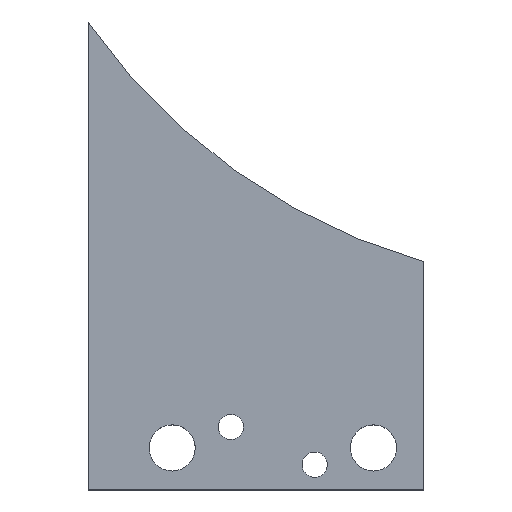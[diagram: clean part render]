
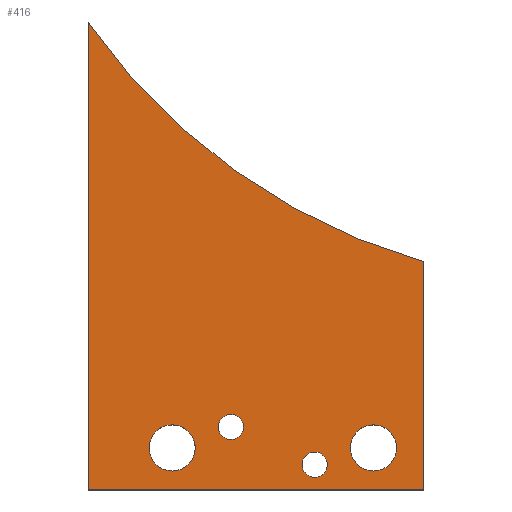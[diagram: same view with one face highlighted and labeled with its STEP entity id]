
A CAD part, top view. The second image highlights one B-rep face of the part: STEP entity #416.
In plain terms, the highlighted planar face has unit normal (0, 0, 1).
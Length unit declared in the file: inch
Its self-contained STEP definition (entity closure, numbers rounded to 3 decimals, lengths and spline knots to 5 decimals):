
#1 = CIRCLE ( 'NONE', #523, 0.09412 ) ;
#2 = DIRECTION ( 'NONE',  ( 1., 0., 0. ) ) ;
#4 = DIRECTION ( 'NONE',  ( 0., 0., 1. ) ) ;
#9 = CARTESIAN_POINT ( 'NONE',  ( 0., 0., 0.36 ) ) ;
#23 = CIRCLE ( 'NONE', #202, 0.17187 ) ;
#41 = CARTESIAN_POINT ( 'NONE',  ( -2.95312, -5.781, 0.36 ) ) ;
#43 = DIRECTION ( 'NONE',  ( 1., 0., 0. ) ) ;
#45 = DIRECTION ( 'NONE',  ( 0., 0., -1. ) ) ;
#46 = AXIS2_PLACEMENT_3D ( 'NONE', #502, #488, #2 ) ;
#47 = VECTOR ( 'NONE', #127, 39.37008 ) ;
#48 = CARTESIAN_POINT ( 'NONE',  ( -3.75, -6.09375, 0.36 ) ) ;
#53 = DIRECTION ( 'NONE',  ( 1., 0., 0. ) ) ;
#56 = EDGE_CURVE ( 'NONE', #169, #385, #23, .T. ) ;
#60 = EDGE_CURVE ( 'NONE', #68, #65, #513, .T. ) ;
#61 = VERTEX_POINT ( 'NONE', #313 ) ;
#65 = VERTEX_POINT ( 'NONE', #96 ) ;
#66 = VECTOR ( 'NONE', #125, 39.37008 ) ;
#68 = VERTEX_POINT ( 'NONE', #396 ) ;
#75 = EDGE_CURVE ( 'NONE', #433, #61, #318, .T. ) ;
#85 = PLANE ( 'NONE',  #339 ) ;
#87 = CARTESIAN_POINT ( 'NONE',  ( -2.59287, -5.625, 0.36 ) ) ;
#88 = DIRECTION ( 'NONE',  ( 1., 0., 0. ) ) ;
#93 = DIRECTION ( 'NONE',  ( 0., 0., 1. ) ) ;
#96 = CARTESIAN_POINT ( 'NONE',  ( -1.96787, -5.906, 0.36 ) ) ;
#97 = CIRCLE ( 'NONE', #453, 0.17187 ) ;
#102 = DIRECTION ( 'NONE',  ( 0., 0., 1. ) ) ;
#117 = VERTEX_POINT ( 'NONE', #395 ) ;
#125 = DIRECTION ( 'NONE',  ( 1., 0., 0. ) ) ;
#127 = DIRECTION ( 'NONE',  ( 0., -1., 0. ) ) ;
#134 = CARTESIAN_POINT ( 'NONE',  ( -2.687, -5.625, 0.36 ) ) ;
#135 = EDGE_LOOP ( 'NONE', ( #531, #410 ) ) ;
#136 = CARTESIAN_POINT ( 'NONE',  ( -3.125, -5.781, 0.36 ) ) ;
#142 = DIRECTION ( 'NONE',  ( 0., 0., 1. ) ) ;
#144 = DIRECTION ( 'NONE',  ( 1., 0., 0. ) ) ;
#154 = EDGE_CURVE ( 'NONE', #329, #243, #224, .T. ) ;
#165 = FACE_BOUND ( 'NONE', #341, .T. ) ;
#166 = AXIS2_PLACEMENT_3D ( 'NONE', #134, #93, #53 ) ;
#168 = LINE ( 'NONE', #386, #47 ) ;
#169 = VERTEX_POINT ( 'NONE', #189 ) ;
#170 = DIRECTION ( 'NONE',  ( 0., 0., 1. ) ) ;
#177 = DIRECTION ( 'NONE',  ( 1., 0., 0. ) ) ;
#178 = CARTESIAN_POINT ( 'NONE',  ( -2.78112, -5.625, 0.36 ) ) ;
#179 = EDGE_CURVE ( 'NONE', #197, #406, #299, .T. ) ;
#189 = CARTESIAN_POINT ( 'NONE',  ( -3.29687, -5.781, 0.36 ) ) ;
#194 = CARTESIAN_POINT ( 'NONE',  ( -3.125, -5.781, 0.36 ) ) ;
#197 = VERTEX_POINT ( 'NONE', #178 ) ;
#202 = AXIS2_PLACEMENT_3D ( 'NONE', #136, #142, #520 ) ;
#205 = DIRECTION ( 'NONE',  ( 1., 0., 0. ) ) ;
#207 = CARTESIAN_POINT ( 'NONE',  ( 0., 0., 0.36 ) ) ;
#211 = FACE_OUTER_BOUND ( 'NONE', #304, .T. ) ;
#212 = FACE_BOUND ( 'NONE', #135, .T. ) ;
#215 = DIRECTION ( 'NONE',  ( 1., 0., 0. ) ) ;
#222 = CARTESIAN_POINT ( 'NONE',  ( -1.25, -6.09375, 0.36 ) ) ;
#224 = CIRCLE ( 'NONE', #235, 0.17188 ) ;
#230 = ORIENTED_EDGE ( 'NONE', *, *, #56, .F. ) ;
#235 = AXIS2_PLACEMENT_3D ( 'NONE', #486, #102, #215 ) ;
#243 = VERTEX_POINT ( 'NONE', #534 ) ;
#244 = VECTOR ( 'NONE', #478, 39.37008 ) ;
#247 = ORIENTED_EDGE ( 'NONE', *, *, #357, .F. ) ;
#249 = CARTESIAN_POINT ( 'NONE',  ( -2.062, -5.906, 0.36 ) ) ;
#250 = ORIENTED_EDGE ( 'NONE', *, *, #154, .F. ) ;
#260 = EDGE_CURVE ( 'NONE', #243, #329, #364, .T. ) ;
#275 = AXIS2_PLACEMENT_3D ( 'NONE', #437, #389, #144 ) ;
#281 = ORIENTED_EDGE ( 'NONE', *, *, #75, .T. ) ;
#299 = CIRCLE ( 'NONE', #166, 0.09412 ) ;
#304 = EDGE_LOOP ( 'NONE', ( #528, #419, #314, #281 ) ) ;
#313 = CARTESIAN_POINT ( 'NONE',  ( -1.25, -4.39313, 0.36 ) ) ;
#314 = ORIENTED_EDGE ( 'NONE', *, *, #413, .T. ) ;
#318 = LINE ( 'NONE', #222, #244 ) ;
#322 = ORIENTED_EDGE ( 'NONE', *, *, #60, .F. ) ;
#329 = VERTEX_POINT ( 'NONE', #446 ) ;
#335 = EDGE_LOOP ( 'NONE', ( #250, #387 ) ) ;
#338 = CARTESIAN_POINT ( 'NONE',  ( -3.75, -6.09375, 0.36 ) ) ;
#339 = AXIS2_PLACEMENT_3D ( 'NONE', #9, #4, #422 ) ;
#341 = EDGE_LOOP ( 'NONE', ( #230, #247 ) ) ;
#347 = AXIS2_PLACEMENT_3D ( 'NONE', #207, #45, #88 ) ;
#357 = EDGE_CURVE ( 'NONE', #385, #169, #97, .T. ) ;
#364 = CIRCLE ( 'NONE', #46, 0.17188 ) ;
#366 = VERTEX_POINT ( 'NONE', #338 ) ;
#378 = EDGE_CURVE ( 'NONE', #61, #117, #392, .T. ) ;
#384 = CARTESIAN_POINT ( 'NONE',  ( -1.25, -6.09375, 0.36 ) ) ;
#385 = VERTEX_POINT ( 'NONE', #41 ) ;
#386 = CARTESIAN_POINT ( 'NONE',  ( -3.75, -2.6076, 0.36 ) ) ;
#387 = ORIENTED_EDGE ( 'NONE', *, *, #260, .F. ) ;
#389 = DIRECTION ( 'NONE',  ( 0., 0., 1. ) ) ;
#392 = CIRCLE ( 'NONE', #347, 4.5675 ) ;
#394 = CARTESIAN_POINT ( 'NONE',  ( -2.687, -5.625, 0.36 ) ) ;
#395 = CARTESIAN_POINT ( 'NONE',  ( -3.75, -2.6076, 0.36 ) ) ;
#396 = CARTESIAN_POINT ( 'NONE',  ( -2.15612, -5.906, 0.36 ) ) ;
#406 = VERTEX_POINT ( 'NONE', #87 ) ;
#410 = ORIENTED_EDGE ( 'NONE', *, *, #535, .F. ) ;
#413 = EDGE_CURVE ( 'NONE', #366, #433, #508, .T. ) ;
#416 = ADVANCED_FACE ( 'NONE', ( #506, #165, #211, #212, #511 ), #85, .T. ) ;
#419 = ORIENTED_EDGE ( 'NONE', *, *, #421, .T. ) ;
#421 = EDGE_CURVE ( 'NONE', #117, #366, #168, .T. ) ;
#422 = DIRECTION ( 'NONE',  ( 1., 0., 0. ) ) ;
#433 = VERTEX_POINT ( 'NONE', #384 ) ;
#437 = CARTESIAN_POINT ( 'NONE',  ( -2.062, -5.906, 0.36 ) ) ;
#446 = CARTESIAN_POINT ( 'NONE',  ( -1.79688, -5.781, 0.36 ) ) ;
#449 = DIRECTION ( 'NONE',  ( 0., 0., 1. ) ) ;
#453 = AXIS2_PLACEMENT_3D ( 'NONE', #194, #449, #205 ) ;
#454 = EDGE_LOOP ( 'NONE', ( #322, #485 ) ) ;
#455 = EDGE_CURVE ( 'NONE', #65, #68, #1, .T. ) ;
#462 = AXIS2_PLACEMENT_3D ( 'NONE', #394, #519, #177 ) ;
#478 = DIRECTION ( 'NONE',  ( 0., 1., 0. ) ) ;
#479 = CIRCLE ( 'NONE', #462, 0.09412 ) ;
#485 = ORIENTED_EDGE ( 'NONE', *, *, #455, .F. ) ;
#486 = CARTESIAN_POINT ( 'NONE',  ( -1.625, -5.781, 0.36 ) ) ;
#488 = DIRECTION ( 'NONE',  ( 0., 0., 1. ) ) ;
#502 = CARTESIAN_POINT ( 'NONE',  ( -1.625, -5.781, 0.36 ) ) ;
#506 = FACE_BOUND ( 'NONE', #335, .T. ) ;
#508 = LINE ( 'NONE', #48, #66 ) ;
#511 = FACE_BOUND ( 'NONE', #454, .T. ) ;
#513 = CIRCLE ( 'NONE', #275, 0.09412 ) ;
#519 = DIRECTION ( 'NONE',  ( 0., 0., 1. ) ) ;
#520 = DIRECTION ( 'NONE',  ( 1., 0., 0. ) ) ;
#523 = AXIS2_PLACEMENT_3D ( 'NONE', #249, #170, #43 ) ;
#528 = ORIENTED_EDGE ( 'NONE', *, *, #378, .T. ) ;
#531 = ORIENTED_EDGE ( 'NONE', *, *, #179, .F. ) ;
#534 = CARTESIAN_POINT ( 'NONE',  ( -1.45312, -5.781, 0.36 ) ) ;
#535 = EDGE_CURVE ( 'NONE', #406, #197, #479, .T. ) ;
